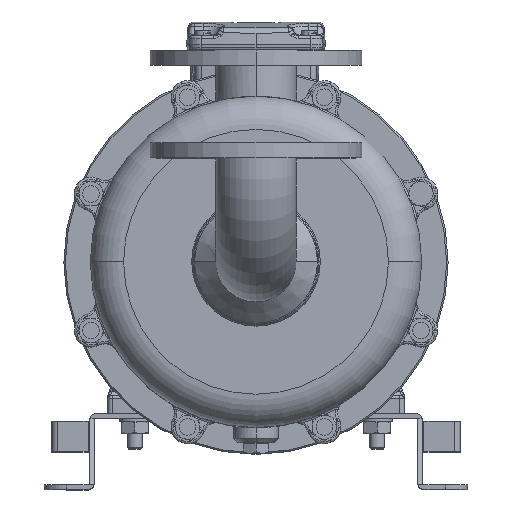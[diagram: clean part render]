
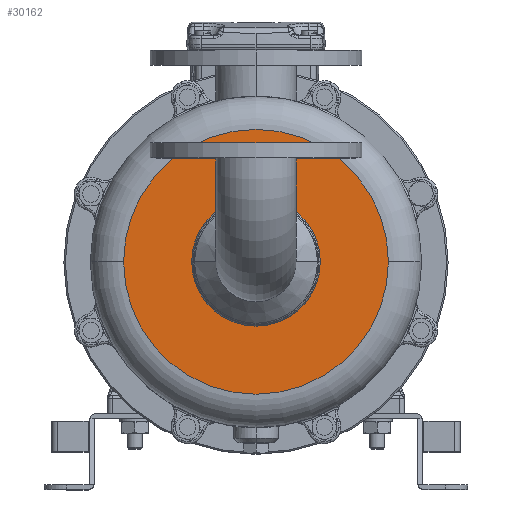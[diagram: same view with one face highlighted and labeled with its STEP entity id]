
A CAD part, top view. The second image highlights one B-rep face of the part: STEP entity #30162.
In plain terms, the highlighted face is planar.
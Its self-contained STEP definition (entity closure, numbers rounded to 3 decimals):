
#2466 = EDGE_CURVE ( 'NONE', #3940, #13271, #41087, .T. ) ;
#2765 = EDGE_CURVE ( 'NONE', #61115, #39189, #107105, .T. ) ;
#3023 = CARTESIAN_POINT ( 'NONE',  ( 54.75, 13., 0. ) ) ;
#3940 = VERTEX_POINT ( 'NONE', #99719 ) ;
#11133 = ORIENTED_EDGE ( 'NONE', *, *, #61469, .T. ) ;
#11290 = FACE_OUTER_BOUND ( 'NONE', #69817, .T. ) ;
#11555 = DIRECTION ( 'NONE',  ( 0., 0., -1. ) ) ;
#13271 = VERTEX_POINT ( 'NONE', #92493 ) ;
#16650 = CARTESIAN_POINT ( 'NONE',  ( 54.75, 13., 0. ) ) ;
#21668 = AXIS2_PLACEMENT_3D ( 'NONE', #25865, #84971, #34410 ) ;
#23488 = DIRECTION ( 'NONE',  ( 0., 1., 0. ) ) ;
#25073 = DIRECTION ( 'NONE',  ( 0., 0., -1. ) ) ;
#25865 = CARTESIAN_POINT ( 'NONE',  ( 54.75, 13., 0. ) ) ;
#30096 = CARTESIAN_POINT ( 'NONE',  ( 54.75, 13., -40.5 ) ) ;
#30162 = ADVANCED_FACE ( 'NONE', ( #11290, #56129 ), #59492, .F. ) ;
#34410 = DIRECTION ( 'NONE',  ( 0., 0., -1. ) ) ;
#35081 = ORIENTED_EDGE ( 'NONE', *, *, #2466, .T. ) ;
#37749 = CARTESIAN_POINT ( 'NONE',  ( 54.75, 13., 0. ) ) ;
#39189 = VERTEX_POINT ( 'NONE', #30096 ) ;
#41087 = CIRCLE ( 'NONE', #61708, 87.5 ) ;
#43244 = CIRCLE ( 'NONE', #81227, 40.5 ) ;
#44110 = CIRCLE ( 'NONE', #70096, 87.5 ) ;
#46185 = DIRECTION ( 'NONE',  ( 0., 0., -1. ) ) ;
#56129 = FACE_BOUND ( 'NONE', #77089, .T. ) ;
#59492 = PLANE ( 'NONE',  #21668 ) ;
#60920 = ORIENTED_EDGE ( 'NONE', *, *, #69005, .F. ) ;
#61115 = VERTEX_POINT ( 'NONE', #86316 ) ;
#61469 = EDGE_CURVE ( 'NONE', #13271, #3940, #44110, .T. ) ;
#61708 = AXIS2_PLACEMENT_3D ( 'NONE', #37749, #96816, #46185 ) ;
#62121 = DIRECTION ( 'NONE',  ( 0., 1., 0. ) ) ;
#69005 = EDGE_CURVE ( 'NONE', #39189, #61115, #43244, .T. ) ;
#69817 = EDGE_LOOP ( 'NONE', ( #11133, #35081 ) ) ;
#70096 = AXIS2_PLACEMENT_3D ( 'NONE', #74045, #23488, #82563 ) ;
#74045 = CARTESIAN_POINT ( 'NONE',  ( 54.75, 13., 0. ) ) ;
#75641 = DIRECTION ( 'NONE',  ( 0., 1., 0. ) ) ;
#77089 = EDGE_LOOP ( 'NONE', ( #60920, #92941 ) ) ;
#81227 = AXIS2_PLACEMENT_3D ( 'NONE', #3023, #62121, #11555 ) ;
#82563 = DIRECTION ( 'NONE',  ( 0., 0., -1. ) ) ;
#84971 = DIRECTION ( 'NONE',  ( 0., -1., 0. ) ) ;
#86316 = CARTESIAN_POINT ( 'NONE',  ( 54.75, 13., 40.5 ) ) ;
#92493 = CARTESIAN_POINT ( 'NONE',  ( 54.75, 13., -87.5 ) ) ;
#92941 = ORIENTED_EDGE ( 'NONE', *, *, #2765, .F. ) ;
#96816 = DIRECTION ( 'NONE',  ( 0., 1., 0. ) ) ;
#99719 = CARTESIAN_POINT ( 'NONE',  ( 54.75, 13., 87.5 ) ) ;
#104911 = AXIS2_PLACEMENT_3D ( 'NONE', #16650, #75641, #25073 ) ;
#107105 = CIRCLE ( 'NONE', #104911, 40.5 ) ;
